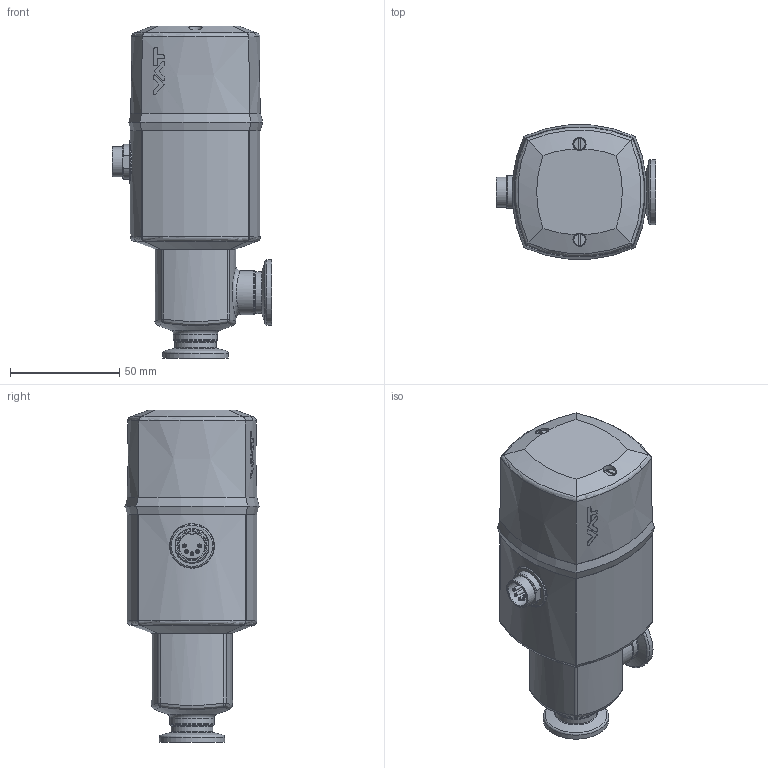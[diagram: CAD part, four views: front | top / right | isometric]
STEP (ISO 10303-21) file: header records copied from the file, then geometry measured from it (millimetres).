
FILE_DESCRIPTION(/* description */ (''),/* implementation_level */ '2;1');
FILE_NAME(/* name */ '1025093887_203.stp',/* time_stamp */ '2021-12-20T10:09:39+01:00',/* author */ (''),/* organization */ (''),/* preprocessor_version */ 'ST-DEVELOPER v16.7',/* originating_system */ 'SIEMENS PLM Software NX 1915',/* authorisation */ '');
FILE_SCHEMA (('AP203_CONFIGURATION_CONTROLLED_3D_DESIGN_OF_MECHANICAL_PARTS_AND_ASSEMBLIES_MIM_LF { 1 0 10303 403 2 1 2}'));
Length unit declared in the file: millimetre
Products named in the file (9): 707228_30002ID; 579315_30013ID; 766506; 707389; 707491; 579650; 707242_MODEL; 579415_MODEL; 886541
Assembly tree (9 placements, depth 3):
  886541
    579650  x2
    579415_MODEL
      579315_30013ID
    707491
    707389
    707242_MODEL
      707228_30002ID
    766506
Bounding box: 73.19 x 61.54 x 152.2 mm (x, y, z)
Volume: 132423.8 mm3; surface area: 80174.5 mm2
Topology: 11 solids, 11 shells, 805 faces, 2015 edges, 1279 vertices
Faces by surface type: plane 270, cylinder 192, cone 105, extrusion 92, torus 82, bspline 41, sphere 18, revolution 5
Full cylindrical faces by diameter (mm): 0.8 x5, 1.1 x5, 1.475 x10, 1.82 x10, 2 x4, 2.46 x2, 2.5 x12, 3 x2, 3.3 x1, 3.6 x6, 5 x1, 5.55 x1, 6 x2, 9.602 x1, 12 x1, 12.009 x1, 12.5 x2, 13.8 x1, 14.65 x1, 15 x1, 15.5 x1, 16 x2, 16.05 x1, 16.5 x1, 16.85 x1, 17 x1, 17.3 x2, 17.85 x1, 18.3 x1, 19.011 x1
Entity records: 28828 total; most frequent: CARTESIAN_POINT 9681, ORIENTED_EDGE 3396, DIRECTION 3062, EDGE_CURVE 1698, AXIS2_PLACEMENT_3D 1260, VERTEX_POINT 1176, EDGE_LOOP 1081, ADVANCED_FACE 789
